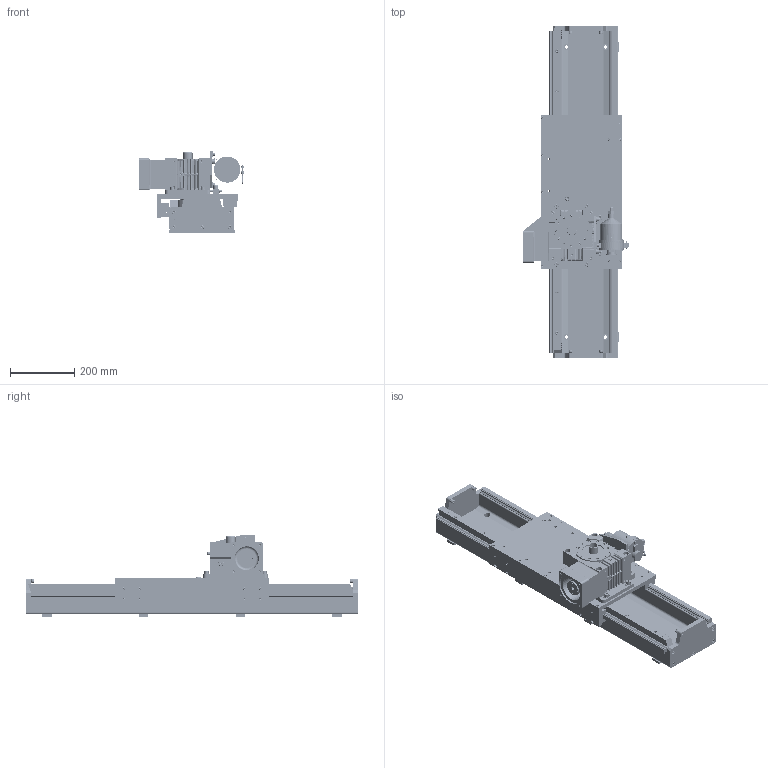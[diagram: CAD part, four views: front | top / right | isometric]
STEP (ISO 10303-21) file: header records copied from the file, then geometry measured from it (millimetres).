
FILE_DESCRIPTION((''),'2;1');
FILE_NAME('KK-RP-225-20-M2-1000.stp','2011-12-07T11:33:24',('Tom'),(''),'Autodesk Inventor 2012','Autodesk Inventor 2012','');
FILE_SCHEMA(('AUTOMOTIVE_DESIGN { 1 0 10303 214 1 1 1 1 }'));
Length unit declared in the file: millimetre
Products named in the file (43): KK-RP-225-20-M2-1000; KK-RP-225-20-M2-1000-P05; KK-RP-225-20-M2-1000-P05#01; KK-RP-225-20-M2-0000-P05#02:8; KK-RP-225-20-M2-0000-P05#02:8_1; KK-RP-225-20-M2-0000-P05#02:8_2; KK-RP-225-20-M2-0000-P05#02:8_3; KK-RP-225-20-M2-1000-N02; KK-RP-225-20-M2-0000-P01; KK-RP-225-20-M2-0000-N03; KK-RP-225-20-M2-0000-N01; ATLANTA 20 89 330; ATLANTA 38 21 100; ATLANTA 58 83 105; ATLANTA 80 83 030; ATLANTA 65 43 110; KK-RP-225-20-M2-0000-P02; KK-RP-225-20-M2-0000-P04; KK-RP-225-20-M2-0000-P03; KK-RP-225-20-M2-0000-P06; ISO 4762 - M8 x 25DIN EN ISO; DIN 125 - A 8,4; DIN 127 - A 8; DIN 912 - replaced by DIN EN ISO 4762 M8 x 100; DIN 912 - replaced by DIN EN ISO 4762 M10 x 30; DIN 555-5 - M6; DIN 913 - M6 x 35; DIN 912 - M5 x 0,8 x 12 x 10; DIN 912 - M5 x 0,8 x 20 x 18; ISO 2338 - 5 h8 x 24DIN EN; C5; DIN 912 - M6 x 1 x 25 x 22,5; DIN 912 - M8 x 1,25 x 16 x 12,875; ISO 2338 - 6 h8 x 24DIN EN; KK-RP-225-20-M2-0000-P07; KK-RP-225-20-M2-0000-P08; ATLANTA 65 91 000; ATLANTA 65 91 218; DIN 912 - M6 x 1 x 10 x 7,5; DIN 125 - A 6,4 ...
Assembly tree (181 placements, depth 3):
  KK-RP-225-20-M2-1000
    KK-RP-225-20-M2-1000-P05
      KK-RP-225-20-M2-1000-P05#01
      KK-RP-225-20-M2-0000-P05#02:8
      KK-RP-225-20-M2-0000-P05#02:8_1
      KK-RP-225-20-M2-0000-P05#02:8_2
      KK-RP-225-20-M2-0000-P05#02:8_3
    KK-RP-225-20-M2-1000-N02  x2
    KK-RP-225-20-M2-0000-P01  x2
    KK-RP-225-20-M2-0000-N03  x4
    KK-RP-225-20-M2-0000-N01  x4
    ATLANTA 20 89 330
    ATLANTA 38 21 100
    ATLANTA 58 83 105
    ATLANTA 80 83 030
    ATLANTA 65 43 110
    KK-RP-225-20-M2-0000-P02
    KK-RP-225-20-M2-0000-P04
    KK-RP-225-20-M2-0000-P03
    KK-RP-225-20-M2-0000-P06
    ISO 4762 - M8 x 25DIN EN ISO  x4
    DIN 125 - A 8,4  x6
    DIN 127 - A 8  x4
    DIN 912 - replaced by DIN EN ISO 4762 M8 x 100  x4
    DIN 912 - replaced by DIN EN ISO 4762 M10 x 30  x2
    DIN 555-5 - M6  x2
    DIN 913 - M6 x 35  x2
    DIN 912 - M5 x 0,8 x 12 x 10  x16
    DIN 912 - M5 x 0,8 x 20 x 18  x39
    ISO 2338 - 5 h8 x 24DIN EN  x4
    C5  x34
    DIN 912 - M6 x 1 x 25 x 22,5  x8
    DIN 912 - M8 x 1,25 x 16 x 12,875  x12
    ISO 2338 - 6 h8 x 24DIN EN  x4
    KK-RP-225-20-M2-0000-P07
    KK-RP-225-20-M2-0000-P08
    ATLANTA 65 91 000
    ATLANTA 65 91 218
    DIN 912 - M6 x 1 x 10 x 7,5  x2
    DIN 125 - A 6,4  x2
    DIN 7991 - M5  x  12  x3
    DIN 9021 - 6,4
    DIN 912 - M6 x 1 x 12 x 9,5
Bounding box: 330.5 x 1030 x 254.5 mm (x, y, z)
Volume: 13935658.5 mm3; surface area: 2022477.9 mm2
Topology: 180 solids, 200 shells, 7084 faces, 17616 edges, 11273 vertices
Faces by surface type: plane 3681, cylinder 1634, cone 1051, torus 469, bspline 247, revolution 2
Full cylindrical faces by diameter (mm): 2.122 x2, 2.459 x4, 3 x10, 3.5 x4, 4.1 x4, 4.134 x42, 4.2 x23, 4.917 x14, 5 x156, 5.25 x4, 5.5 x35, 5.7 x2, 6 x64, 6.4 x3, 6.6 x2, 6.647 x198, 6.88 x7, 7 x8, 8 x22, 8.376 x8, 8.4 x6, 8.5 x83, 8.566 x1, 9 x12, 9.43 x3, 9.5 x34, 9.7 x34, 9.728 x1, 10 x66, 10.106 x16
Entity records: 124698 total; most frequent: CARTESIAN_POINT 27045, DIRECTION 20349, ORIENTED_EDGE 17480, EDGE_CURVE 8740, AXIS2_PLACEMENT_3D 7981, EDGE_LOOP 6548, VERTEX_POINT 6340, VECTOR 4385
